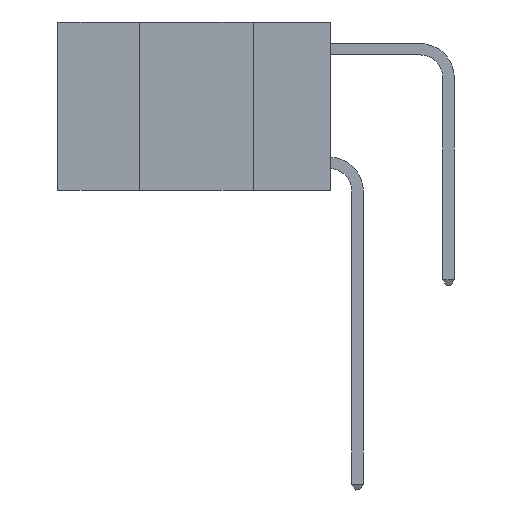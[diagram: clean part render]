
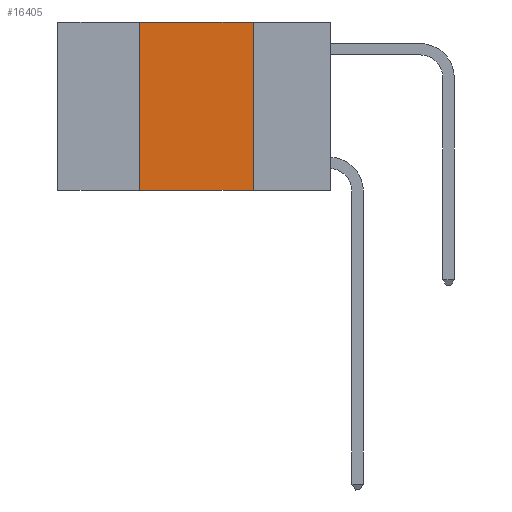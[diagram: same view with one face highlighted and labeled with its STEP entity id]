
A CAD part, left-side view. The second image highlights one B-rep face of the part: STEP entity #16405.
In plain terms, the highlighted planar face has unit normal (-1, 0, 0).
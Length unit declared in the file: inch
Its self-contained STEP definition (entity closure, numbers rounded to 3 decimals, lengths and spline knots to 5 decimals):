
#279 = LINE ( 'NONE', #9007, #17236 ) ;
#385 = ORIENTED_EDGE ( 'NONE', *, *, #17458, .T. ) ;
#745 = VECTOR ( 'NONE', #781, 39.37008 ) ;
#781 = DIRECTION ( 'NONE',  ( 0., -1., 0. ) ) ;
#1187 = CARTESIAN_POINT ( 'NONE',  ( 0., 0.17, 0. ) ) ;
#1428 = CARTESIAN_POINT ( 'NONE',  ( 0., 0.17, 0. ) ) ;
#1517 = CARTESIAN_POINT ( 'NONE',  ( 0., 0.42, -0.37 ) ) ;
#2141 = LINE ( 'NONE', #19654, #8361 ) ;
#3772 = CARTESIAN_POINT ( 'NONE',  ( 0., 0.6, 0. ) ) ;
#6412 = LINE ( 'NONE', #20634, #745 ) ;
#7502 = DIRECTION ( 'NONE',  ( 1., 0., 0. ) ) ;
#8361 = VECTOR ( 'NONE', #16215, 39.37008 ) ;
#8993 = FACE_OUTER_BOUND ( 'NONE', #21488, .T. ) ;
#9007 = CARTESIAN_POINT ( 'NONE',  ( 0., 0.42, 0. ) ) ;
#9454 = DIRECTION ( 'NONE',  ( 0., 0., -1. ) ) ;
#9638 = CARTESIAN_POINT ( 'NONE',  ( 0., 0.42, 0. ) ) ;
#11224 = CARTESIAN_POINT ( 'NONE',  ( 0., 0.17, -0.37 ) ) ;
#12217 = VERTEX_POINT ( 'NONE', #9638 ) ;
#13308 = EDGE_CURVE ( 'NONE', #20048, #16007, #21123, .T. ) ;
#13415 = VERTEX_POINT ( 'NONE', #1517 ) ;
#15148 = EDGE_CURVE ( 'NONE', #12217, #20048, #2141, .T. ) ;
#15218 = ORIENTED_EDGE ( 'NONE', *, *, #13308, .F. ) ;
#16007 = VERTEX_POINT ( 'NONE', #11224 ) ;
#16111 = DIRECTION ( 'NONE',  ( 0., 0., 1. ) ) ;
#16215 = DIRECTION ( 'NONE',  ( 0., -1., 0. ) ) ;
#16405 = ADVANCED_FACE ( 'NONE', ( #8993 ), #19773, .F. ) ;
#16635 = ORIENTED_EDGE ( 'NONE', *, *, #21052, .F. ) ;
#17236 = VECTOR ( 'NONE', #16111, 39.37008 ) ;
#17458 = EDGE_CURVE ( 'NONE', #13415, #16007, #6412, .T. ) ;
#19031 = AXIS2_PLACEMENT_3D ( 'NONE', #3772, #7502, #9454 ) ;
#19654 = CARTESIAN_POINT ( 'NONE',  ( 0., 0.6, 0. ) ) ;
#19773 = PLANE ( 'NONE',  #19031 ) ;
#20048 = VERTEX_POINT ( 'NONE', #1428 ) ;
#20634 = CARTESIAN_POINT ( 'NONE',  ( 0., 0.6, -0.37 ) ) ;
#20759 = ORIENTED_EDGE ( 'NONE', *, *, #15148, .F. ) ;
#21052 = EDGE_CURVE ( 'NONE', #13415, #12217, #279, .T. ) ;
#21123 = LINE ( 'NONE', #1187, #22949 ) ;
#21488 = EDGE_LOOP ( 'NONE', ( #15218, #20759, #16635, #385 ) ) ;
#22630 = DIRECTION ( 'NONE',  ( 0., 0., -1. ) ) ;
#22949 = VECTOR ( 'NONE', #22630, 39.37008 ) ;
